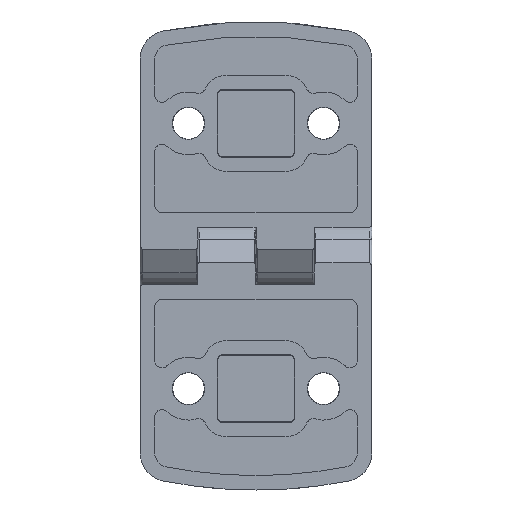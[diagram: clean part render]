
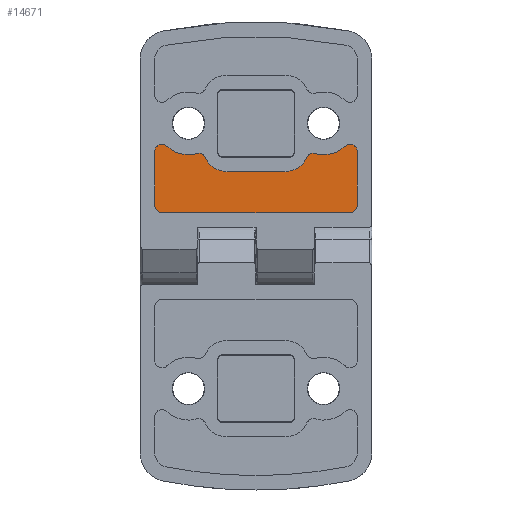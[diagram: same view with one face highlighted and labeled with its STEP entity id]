
A CAD part, front view. The second image highlights one B-rep face of the part: STEP entity #14671.
In plain terms, the highlighted planar face has unit normal (0, -1, 0).
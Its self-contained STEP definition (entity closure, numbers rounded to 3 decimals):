
#21 = DIRECTION ( 'NONE',  ( 0., -1., 0. ) ) ;
#364 = CARTESIAN_POINT ( 'NONE',  ( -6., 3., 22.5 ) ) ;
#495 = VECTOR ( 'NONE', #7787, 1000. ) ;
#679 = VERTEX_POINT ( 'NONE', #11915 ) ;
#806 = CARTESIAN_POINT ( 'NONE',  ( -14., 3., 27.5 ) ) ;
#1095 = EDGE_CURVE ( 'NONE', #17511, #15975, #7529, .T. ) ;
#1253 = DIRECTION ( 'NONE',  ( 1., 0., 0. ) ) ;
#1780 = DIRECTION ( 'NONE',  ( 0., -1., 0. ) ) ;
#1836 = ORIENTED_EDGE ( 'NONE', *, *, #6225, .T. ) ;
#2172 = ORIENTED_EDGE ( 'NONE', *, *, #13982, .T. ) ;
#2255 = LINE ( 'NONE', #11506, #6668 ) ;
#2364 = DIRECTION ( 'NONE',  ( 1., 0., 0. ) ) ;
#2572 = EDGE_CURVE ( 'NONE', #15975, #4249, #14327, .T. ) ;
#2577 = CARTESIAN_POINT ( 'NONE',  ( 11.9, 3., 19.772 ) ) ;
#2741 = VERTEX_POINT ( 'NONE', #16321 ) ;
#2904 = DIRECTION ( 'NONE',  ( 1., 0., 0. ) ) ;
#2927 = EDGE_CURVE ( 'NONE', #5827, #4987, #13692, .T. ) ;
#2985 = ORIENTED_EDGE ( 'NONE', *, *, #11851, .T. ) ;
#3135 = CARTESIAN_POINT ( 'NONE',  ( -12.293, 3., 21.22 ) ) ;
#3153 = DIRECTION ( 'NONE',  ( 1., 0., 0. ) ) ;
#3776 = ORIENTED_EDGE ( 'NONE', *, *, #13343, .F. ) ;
#3893 = AXIS2_PLACEMENT_3D ( 'NONE', #10780, #10845, #2364 ) ;
#3910 = VECTOR ( 'NONE', #14486, 1000. ) ;
#4249 = VERTEX_POINT ( 'NONE', #13121 ) ;
#4499 = AXIS2_PLACEMENT_3D ( 'NONE', #806, #16182, #15203 ) ;
#4516 = CARTESIAN_POINT ( 'NONE',  ( -11.9, 3., 19.772 ) ) ;
#4760 = AXIS2_PLACEMENT_3D ( 'NONE', #7118, #17023, #16771 ) ;
#4913 = CARTESIAN_POINT ( 'NONE',  ( -21., 3., 10.5 ) ) ;
#4915 = AXIS2_PLACEMENT_3D ( 'NONE', #9743, #21, #1253 ) ;
#4987 = VERTEX_POINT ( 'NONE', #3135 ) ;
#5131 = CARTESIAN_POINT ( 'NONE',  ( -10.538, 3., 20.402 ) ) ;
#5344 = VERTEX_POINT ( 'NONE', #10051 ) ;
#5619 = EDGE_CURVE ( 'NONE', #11435, #10598, #2255, .T. ) ;
#5749 = AXIS2_PLACEMENT_3D ( 'NONE', #18256, #12497, #11092 ) ;
#5816 = CIRCLE ( 'NONE', #3893, 1.5 ) ;
#5827 = VERTEX_POINT ( 'NONE', #5131 ) ;
#5866 = DIRECTION ( 'NONE',  ( 0., -1., 0. ) ) ;
#5981 = CIRCLE ( 'NONE', #6233, 5. ) ;
#6076 = CARTESIAN_POINT ( 'NONE',  ( 18.47, 3., 22.77 ) ) ;
#6174 = VECTOR ( 'NONE', #18212, 1000. ) ;
#6225 = EDGE_CURVE ( 'NONE', #10598, #6861, #7765, .T. ) ;
#6233 = AXIS2_PLACEMENT_3D ( 'NONE', #364, #5866, #15870 ) ;
#6250 = ORIENTED_EDGE ( 'NONE', *, *, #14615, .F. ) ;
#6590 = VERTEX_POINT ( 'NONE', #10523 ) ;
#6610 = AXIS2_PLACEMENT_3D ( 'NONE', #11390, #16951, #2904 ) ;
#6629 = EDGE_LOOP ( 'NONE', ( #1836, #14229, #9592, #6250, #2985, #11310, #11020, #3776, #18027, #16352, #13661, #11236, #2172, #6844 ) ) ;
#6668 = VECTOR ( 'NONE', #15901, 1000. ) ;
#6844 = ORIENTED_EDGE ( 'NONE', *, *, #5619, .T. ) ;
#6861 = VERTEX_POINT ( 'NONE', #6076 ) ;
#6945 = LINE ( 'NONE', #17687, #495 ) ;
#7118 = CARTESIAN_POINT ( 'NONE',  ( 6., 3., 22.5 ) ) ;
#7529 = CIRCLE ( 'NONE', #4915, 1.5 ) ;
#7540 = VERTEX_POINT ( 'NONE', #11244 ) ;
#7655 = EDGE_CURVE ( 'NONE', #5827, #5344, #5981, .T. ) ;
#7765 = CIRCLE ( 'NONE', #5749, 1.5 ) ;
#7787 = DIRECTION ( 'NONE',  ( -1., 0., 0. ) ) ;
#8206 = AXIS2_PLACEMENT_3D ( 'NONE', #4516, #1780, #3153 ) ;
#8388 = CIRCLE ( 'NONE', #15049, 1.5 ) ;
#8440 = CIRCLE ( 'NONE', #4760, 5. ) ;
#8735 = CIRCLE ( 'NONE', #6610, 6.508 ) ;
#8829 = CARTESIAN_POINT ( 'NONE',  ( -21., 3., 10.5 ) ) ;
#9316 = FACE_OUTER_BOUND ( 'NONE', #6629, .T. ) ;
#9592 = ORIENTED_EDGE ( 'NONE', *, *, #16680, .T. ) ;
#9713 = AXIS2_PLACEMENT_3D ( 'NONE', #13629, #14903, #14962 ) ;
#9743 = CARTESIAN_POINT ( 'NONE',  ( -19.5, 3., 10.5 ) ) ;
#10051 = CARTESIAN_POINT ( 'NONE',  ( -6., 3., 17.5 ) ) ;
#10083 = PLANE ( 'NONE',  #8206 ) ;
#10523 = CARTESIAN_POINT ( 'NONE',  ( 12.293, 3., 21.22 ) ) ;
#10598 = VERTEX_POINT ( 'NONE', #18249 ) ;
#10692 = EDGE_CURVE ( 'NONE', #6590, #6861, #8735, .T. ) ;
#10780 = CARTESIAN_POINT ( 'NONE',  ( -19.5, 3., 21.68 ) ) ;
#10845 = DIRECTION ( 'NONE',  ( 0., -1., 0. ) ) ;
#11006 = CARTESIAN_POINT ( 'NONE',  ( -11.9, 3., 19.772 ) ) ;
#11020 = ORIENTED_EDGE ( 'NONE', *, *, #2927, .T. ) ;
#11092 = DIRECTION ( 'NONE',  ( 1., 0., 0. ) ) ;
#11236 = ORIENTED_EDGE ( 'NONE', *, *, #2572, .T. ) ;
#11244 = CARTESIAN_POINT ( 'NONE',  ( -18.47, 3., 22.77 ) ) ;
#11310 = ORIENTED_EDGE ( 'NONE', *, *, #7655, .F. ) ;
#11390 = CARTESIAN_POINT ( 'NONE',  ( 14., 3., 27.5 ) ) ;
#11435 = VERTEX_POINT ( 'NONE', #16633 ) ;
#11506 = CARTESIAN_POINT ( 'NONE',  ( 21., 3., 10.5 ) ) ;
#11824 = AXIS2_PLACEMENT_3D ( 'NONE', #11006, #17926, #13847 ) ;
#11851 = EDGE_CURVE ( 'NONE', #2741, #5344, #6945, .T. ) ;
#11915 = CARTESIAN_POINT ( 'NONE',  ( -21., 3., 21.68 ) ) ;
#12497 = DIRECTION ( 'NONE',  ( 0., -1., 0. ) ) ;
#13121 = CARTESIAN_POINT ( 'NONE',  ( 19.5, 3., 9. ) ) ;
#13180 = EDGE_CURVE ( 'NONE', #7540, #679, #5816, .T. ) ;
#13343 = EDGE_CURVE ( 'NONE', #7540, #4987, #16201, .T. ) ;
#13629 = CARTESIAN_POINT ( 'NONE',  ( 19.5, 3., 10.5 ) ) ;
#13661 = ORIENTED_EDGE ( 'NONE', *, *, #1095, .T. ) ;
#13692 = CIRCLE ( 'NONE', #11824, 1.5 ) ;
#13847 = DIRECTION ( 'NONE',  ( 1., 0., 0. ) ) ;
#13960 = DIRECTION ( 'NONE',  ( 1., 0., 0. ) ) ;
#13982 = EDGE_CURVE ( 'NONE', #4249, #11435, #15327, .T. ) ;
#14135 = LINE ( 'NONE', #4913, #6174 ) ;
#14229 = ORIENTED_EDGE ( 'NONE', *, *, #10692, .F. ) ;
#14327 = LINE ( 'NONE', #16021, #3910 ) ;
#14486 = DIRECTION ( 'NONE',  ( 1., 0., 0. ) ) ;
#14589 = CARTESIAN_POINT ( 'NONE',  ( 10.538, 3., 20.402 ) ) ;
#14615 = EDGE_CURVE ( 'NONE', #2741, #17983, #8440, .T. ) ;
#14671 = ADVANCED_FACE ( 'NONE', ( #9316 ), #10083, .T. ) ;
#14903 = DIRECTION ( 'NONE',  ( 0., -1., 0. ) ) ;
#14962 = DIRECTION ( 'NONE',  ( 1., 0., 0. ) ) ;
#15049 = AXIS2_PLACEMENT_3D ( 'NONE', #2577, #15224, #13960 ) ;
#15203 = DIRECTION ( 'NONE',  ( 1., 0., 0. ) ) ;
#15224 = DIRECTION ( 'NONE',  ( 0., -1., 0. ) ) ;
#15327 = CIRCLE ( 'NONE', #9713, 1.5 ) ;
#15613 = CARTESIAN_POINT ( 'NONE',  ( -19.5, 3., 9. ) ) ;
#15870 = DIRECTION ( 'NONE',  ( 1., 0., 0. ) ) ;
#15901 = DIRECTION ( 'NONE',  ( 0., 0., 1. ) ) ;
#15975 = VERTEX_POINT ( 'NONE', #15613 ) ;
#16021 = CARTESIAN_POINT ( 'NONE',  ( -19.5, 3., 9. ) ) ;
#16182 = DIRECTION ( 'NONE',  ( 0., -1., 0. ) ) ;
#16201 = CIRCLE ( 'NONE', #4499, 6.508 ) ;
#16321 = CARTESIAN_POINT ( 'NONE',  ( 6., 3., 17.5 ) ) ;
#16352 = ORIENTED_EDGE ( 'NONE', *, *, #17006, .T. ) ;
#16633 = CARTESIAN_POINT ( 'NONE',  ( 21., 3., 10.5 ) ) ;
#16680 = EDGE_CURVE ( 'NONE', #6590, #17983, #8388, .T. ) ;
#16771 = DIRECTION ( 'NONE',  ( 1., 0., 0. ) ) ;
#16951 = DIRECTION ( 'NONE',  ( 0., -1., 0. ) ) ;
#17006 = EDGE_CURVE ( 'NONE', #679, #17511, #14135, .T. ) ;
#17023 = DIRECTION ( 'NONE',  ( 0., -1., 0. ) ) ;
#17511 = VERTEX_POINT ( 'NONE', #8829 ) ;
#17687 = CARTESIAN_POINT ( 'NONE',  ( -6., 3., 17.5 ) ) ;
#17926 = DIRECTION ( 'NONE',  ( 0., -1., 0. ) ) ;
#17983 = VERTEX_POINT ( 'NONE', #14589 ) ;
#18027 = ORIENTED_EDGE ( 'NONE', *, *, #13180, .T. ) ;
#18212 = DIRECTION ( 'NONE',  ( 0., 0., -1. ) ) ;
#18249 = CARTESIAN_POINT ( 'NONE',  ( 21., 3., 21.68 ) ) ;
#18256 = CARTESIAN_POINT ( 'NONE',  ( 19.5, 3., 21.68 ) ) ;
